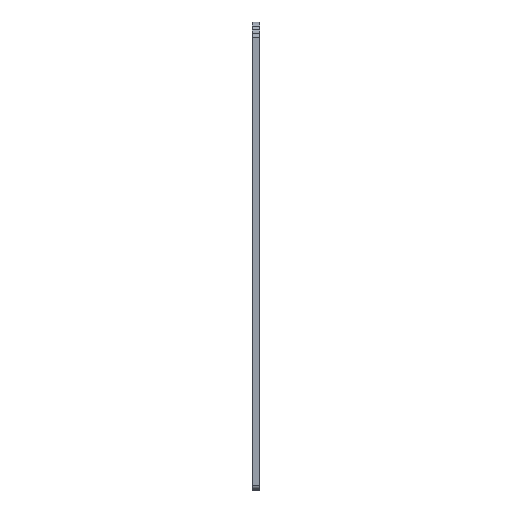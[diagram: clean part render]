
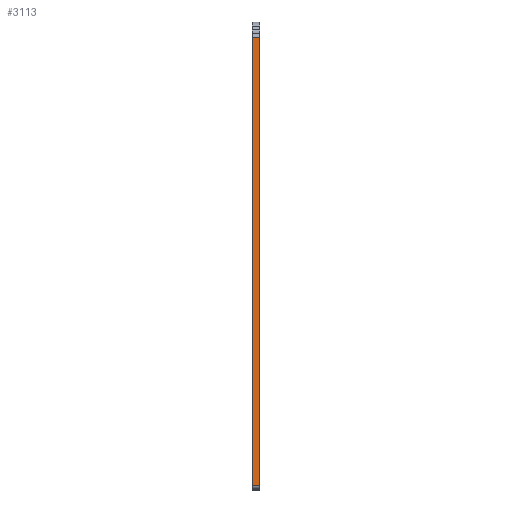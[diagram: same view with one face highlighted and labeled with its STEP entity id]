
A CAD part, top view. The second image highlights one B-rep face of the part: STEP entity #3113.
In plain terms, the highlighted planar face has unit normal (0, 0, 1).
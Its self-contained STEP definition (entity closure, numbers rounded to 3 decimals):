
#8 = CARTESIAN_POINT ( 'NONE',  ( 3., 380., 178.5 ) ) ;
#213 = CARTESIAN_POINT ( 'NONE',  ( -3., 3., 178.5 ) ) ;
#280 = EDGE_CURVE ( 'NONE', #2407, #3396, #2713, .T. ) ;
#940 = CARTESIAN_POINT ( 'NONE',  ( 3., 3., 178.5 ) ) ;
#1037 = EDGE_LOOP ( 'NONE', ( #3443, #3457, #3464, #3511 ) ) ;
#1074 = DIRECTION ( 'NONE',  ( 0., -1., 0. ) ) ;
#1155 = VECTOR ( 'NONE', #2063, 1000. ) ;
#1243 = LINE ( 'NONE', #1717, #1359 ) ;
#1352 = EDGE_CURVE ( 'NONE', #2087, #2407, #1243, .T. ) ;
#1359 = VECTOR ( 'NONE', #4086, 1000. ) ;
#1717 = CARTESIAN_POINT ( 'NONE',  ( -3., 380., 178.5 ) ) ;
#1792 = VECTOR ( 'NONE', #1074, 1000. ) ;
#2063 = DIRECTION ( 'NONE',  ( -1., 0., 0. ) ) ;
#2087 = VERTEX_POINT ( 'NONE', #3848 ) ;
#2186 = LINE ( 'NONE', #3624, #1155 ) ;
#2260 = CARTESIAN_POINT ( 'NONE',  ( 3., 377., 178.5 ) ) ;
#2386 = DIRECTION ( 'NONE',  ( 0., 1., 0. ) ) ;
#2392 = DIRECTION ( 'NONE',  ( 0., 0., -1. ) ) ;
#2407 = VERTEX_POINT ( 'NONE', #213 ) ;
#2431 = PLANE ( 'NONE',  #3432 ) ;
#2620 = CARTESIAN_POINT ( 'NONE',  ( 3., 380., 178.5 ) ) ;
#2697 = LINE ( 'NONE', #8, #1792 ) ;
#2713 = LINE ( 'NONE', #3093, #3650 ) ;
#2869 = DIRECTION ( 'NONE',  ( 1., 0., 0. ) ) ;
#3093 = CARTESIAN_POINT ( 'NONE',  ( 3., 3., 178.5 ) ) ;
#3113 = ADVANCED_FACE ( 'NONE', ( #4660 ), #2431, .F. ) ;
#3151 = VERTEX_POINT ( 'NONE', #2260 ) ;
#3396 = VERTEX_POINT ( 'NONE', #940 ) ;
#3432 = AXIS2_PLACEMENT_3D ( 'NONE', #2620, #2392, #2386 ) ;
#3443 = ORIENTED_EDGE ( 'NONE', *, *, #3675, .F. ) ;
#3457 = ORIENTED_EDGE ( 'NONE', *, *, #5168, .T. ) ;
#3464 = ORIENTED_EDGE ( 'NONE', *, *, #1352, .T. ) ;
#3511 = ORIENTED_EDGE ( 'NONE', *, *, #280, .T. ) ;
#3624 = CARTESIAN_POINT ( 'NONE',  ( 3., 377., 178.5 ) ) ;
#3650 = VECTOR ( 'NONE', #2869, 1000. ) ;
#3675 = EDGE_CURVE ( 'NONE', #3151, #3396, #2697, .T. ) ;
#3848 = CARTESIAN_POINT ( 'NONE',  ( -3., 377., 178.5 ) ) ;
#4086 = DIRECTION ( 'NONE',  ( 0., -1., 0. ) ) ;
#4660 = FACE_OUTER_BOUND ( 'NONE', #1037, .T. ) ;
#5168 = EDGE_CURVE ( 'NONE', #3151, #2087, #2186, .T. ) ;
